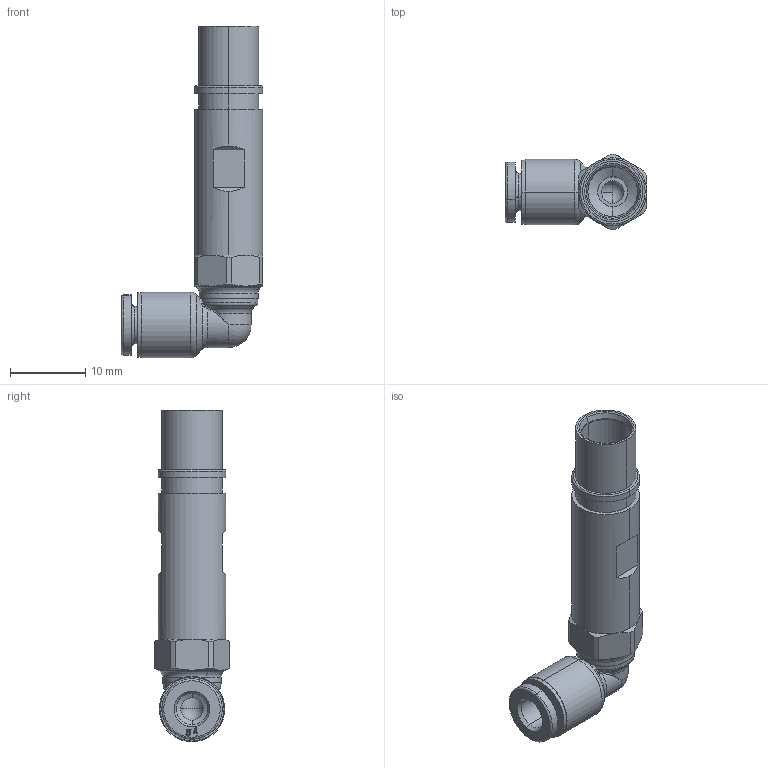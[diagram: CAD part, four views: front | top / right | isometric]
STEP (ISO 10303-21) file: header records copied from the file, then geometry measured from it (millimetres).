
FILE_DESCRIPTION(('Creo Elements/Direct Modeling STEP Export'),'2;1');
FILE_NAME('0ln7uvk5btloe652516','2021-07-27T11:33:49',(''),(''),'Creo Elements/Direct Modeling STEP processor for AP214 (Solid Model)','Creo Elements/Direct Modeling 20.1B 02-Apr-2019 (C) Parametric Technology GmbH','');
FILE_SCHEMA(('AUTOMOTIVE_DESIGN { 1 0 10303 214 1 1 1 1 }'));
Length unit declared in the file: millimetre
Products named in the file (2): CX_4.0_MPAF
Assembly tree (1 placements, depth 2):
  CX_4.0_MPAF
    CX_4.0_MPAF
Bounding box: 18.75 x 10 x 44 mm (x, y, z)
Volume: 2110.4 mm3; surface area: 2317 mm2
Topology: 1 solids, 1 shells, 160 faces, 403 edges, 251 vertices
Faces by surface type: plane 53, cylinder 45, cone 23, torus 17, bspline 14, sphere 4, extrusion 4
Entity records: 6449 total; most frequent: CARTESIAN_POINT 1608, ORIENTED_EDGE 794, DIRECTION 670, EDGE_CURVE 397, AXIS2_PLACEMENT_3D 261, VERTEX_POINT 251, EDGE_LOOP 174, FACE_OUTER_BOUND 160
